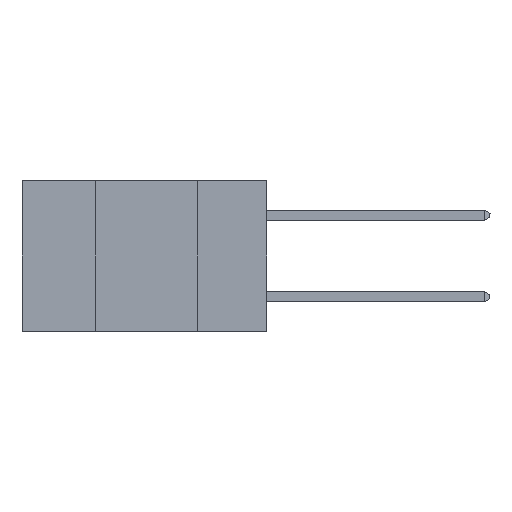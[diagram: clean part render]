
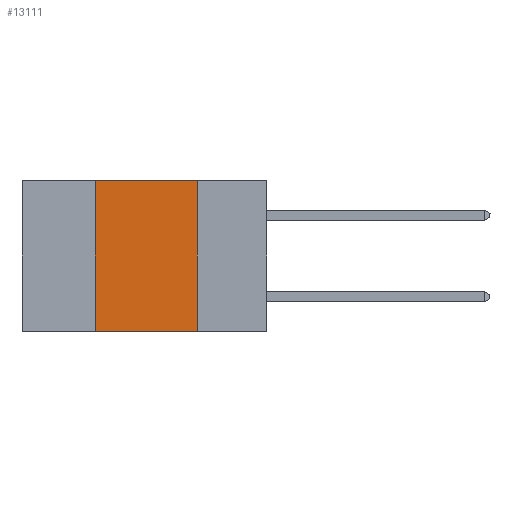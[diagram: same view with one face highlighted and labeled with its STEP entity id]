
A CAD part, left-side view. The second image highlights one B-rep face of the part: STEP entity #13111.
In plain terms, the highlighted planar face has unit normal (-1, 0, 0).
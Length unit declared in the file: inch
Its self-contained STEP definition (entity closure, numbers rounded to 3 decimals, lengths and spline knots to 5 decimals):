
#138 = CARTESIAN_POINT ( 'NONE',  ( 0., 0.17, -0.37 ) ) ;
#238 = VECTOR ( 'NONE', #14642, 39.37008 ) ;
#690 = VERTEX_POINT ( 'NONE', #138 ) ;
#720 = VERTEX_POINT ( 'NONE', #2556 ) ;
#735 = DIRECTION ( 'NONE',  ( 0., -1., 0. ) ) ;
#2556 = CARTESIAN_POINT ( 'NONE',  ( 0., 0.42, -0.37 ) ) ;
#3885 = DIRECTION ( 'NONE',  ( 1., 0., 0. ) ) ;
#5612 = LINE ( 'NONE', #29167, #20253 ) ;
#5827 = DIRECTION ( 'NONE',  ( 0., 0., -1. ) ) ;
#5950 = CARTESIAN_POINT ( 'NONE',  ( 0., 0.6, -0.37 ) ) ;
#5958 = VERTEX_POINT ( 'NONE', #13547 ) ;
#6453 = ORIENTED_EDGE ( 'NONE', *, *, #13490, .T. ) ;
#6500 = PLANE ( 'NONE',  #26144 ) ;
#7127 = EDGE_CURVE ( 'NONE', #10752, #690, #23261, .T. ) ;
#9251 = CARTESIAN_POINT ( 'NONE',  ( 0., 0.6, 0. ) ) ;
#10752 = VERTEX_POINT ( 'NONE', #15635 ) ;
#12747 = ORIENTED_EDGE ( 'NONE', *, *, #29862, .F. ) ;
#13111 = ADVANCED_FACE ( 'NONE', ( #30218 ), #6500, .F. ) ;
#13490 = EDGE_CURVE ( 'NONE', #720, #690, #17048, .T. ) ;
#13547 = CARTESIAN_POINT ( 'NONE',  ( 0., 0.42, 0. ) ) ;
#14642 = DIRECTION ( 'NONE',  ( 0., -1., 0. ) ) ;
#15221 = VECTOR ( 'NONE', #31206, 39.37008 ) ;
#15635 = CARTESIAN_POINT ( 'NONE',  ( 0., 0.17, 0. ) ) ;
#16067 = EDGE_CURVE ( 'NONE', #720, #5958, #5612, .T. ) ;
#16250 = ORIENTED_EDGE ( 'NONE', *, *, #16067, .F. ) ;
#16307 = VECTOR ( 'NONE', #735, 39.37008 ) ;
#17048 = LINE ( 'NONE', #5950, #16307 ) ;
#20253 = VECTOR ( 'NONE', #29502, 39.37008 ) ;
#20682 = CARTESIAN_POINT ( 'NONE',  ( 0., 0.17, 0. ) ) ;
#23261 = LINE ( 'NONE', #20682, #15221 ) ;
#26144 = AXIS2_PLACEMENT_3D ( 'NONE', #27629, #3885, #5827 ) ;
#27629 = CARTESIAN_POINT ( 'NONE',  ( 0., 0.6, 0. ) ) ;
#27954 = LINE ( 'NONE', #9251, #238 ) ;
#29167 = CARTESIAN_POINT ( 'NONE',  ( 0., 0.42, 0. ) ) ;
#29502 = DIRECTION ( 'NONE',  ( 0., 0., 1. ) ) ;
#29862 = EDGE_CURVE ( 'NONE', #5958, #10752, #27954, .T. ) ;
#30218 = FACE_OUTER_BOUND ( 'NONE', #31756, .T. ) ;
#30654 = ORIENTED_EDGE ( 'NONE', *, *, #7127, .F. ) ;
#31206 = DIRECTION ( 'NONE',  ( 0., 0., -1. ) ) ;
#31756 = EDGE_LOOP ( 'NONE', ( #30654, #12747, #16250, #6453 ) ) ;
